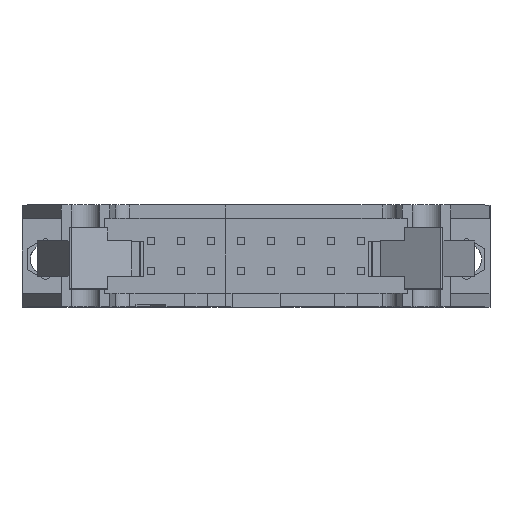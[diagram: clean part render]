
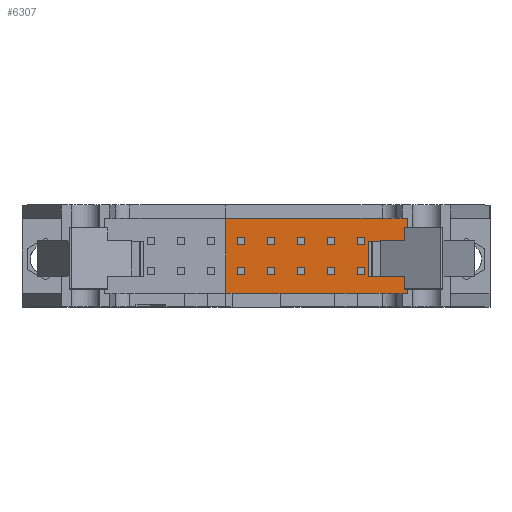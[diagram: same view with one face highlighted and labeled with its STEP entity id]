
A CAD part, top view. The second image highlights one B-rep face of the part: STEP entity #6307.
In plain terms, the highlighted planar face has unit normal (0, 0, 1).
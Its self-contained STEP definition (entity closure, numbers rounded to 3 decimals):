
#487=FACE_OUTER_BOUND($,#871,.T.);
#871=EDGE_LOOP($,(#5370,#5371,#5372,#5373,#5374,#5375,#5376,#5377,#5378,
#5379));
#1335=LINE($,#9390,#2125);
#1345=LINE($,#9412,#2135);
#1352=LINE($,#9429,#2142);
#1361=LINE($,#9449,#2151);
#1521=LINE($,#9869,#2311);
#1531=LINE($,#9892,#2321);
#1558=LINE($,#9950,#2348);
#1606=LINE($,#10074,#2396);
#1610=LINE($,#10080,#2400);
#1617=LINE($,#10118,#2407);
#2125=VECTOR($,#7664,4.064);
#2135=VECTOR($,#7678,0.543);
#2142=VECTOR($,#7691,15.402);
#2151=VECTOR($,#7706,6.35);
#2311=VECTOR($,#8034,1.905);
#2321=VECTOR($,#8050,3.302);
#2348=VECTOR($,#8109,2.997);
#2396=VECTOR($,#8213,3.302);
#2400=VECTOR($,#8219,1.448);
#2407=VECTOR($,#8242,10.795);
#2776=VERTEX_POINT($,#9368);
#2783=VERTEX_POINT($,#9385);
#2785=VERTEX_POINT($,#9393);
#2799=VERTEX_POINT($,#9427);
#2800=VERTEX_POINT($,#9428);
#2943=VERTEX_POINT($,#9868);
#2953=VERTEX_POINT($,#9891);
#2968=VERTEX_POINT($,#9949);
#2997=VERTEX_POINT($,#10073);
#2998=VERTEX_POINT($,#10078);
#3487=EDGE_CURVE($,#2776,#2783,#1335,.T.);
#3498=EDGE_CURVE($,#2785,#2783,#1345,.F.);
#3505=EDGE_CURVE($,#2799,#2800,#1352,.F.);
#3516=EDGE_CURVE($,#2785,#2799,#1361,.T.);
#3705=EDGE_CURVE($,#2800,#2943,#1521,.F.);
#3716=EDGE_CURVE($,#2943,#2953,#1531,.F.);
#3745=EDGE_CURVE($,#2953,#2968,#1558,.F.);
#3799=EDGE_CURVE($,#2997,#2968,#1606,.F.);
#3803=EDGE_CURVE($,#2998,#2997,#1610,.F.);
#3811=EDGE_CURVE($,#2776,#2998,#1617,.F.);
#5370=ORIENTED_EDGE($,*,*,#3811,.T.);
#5371=ORIENTED_EDGE($,*,*,#3803,.T.);
#5372=ORIENTED_EDGE($,*,*,#3799,.T.);
#5373=ORIENTED_EDGE($,*,*,#3745,.F.);
#5374=ORIENTED_EDGE($,*,*,#3716,.F.);
#5375=ORIENTED_EDGE($,*,*,#3705,.F.);
#5376=ORIENTED_EDGE($,*,*,#3505,.F.);
#5377=ORIENTED_EDGE($,*,*,#3516,.F.);
#5378=ORIENTED_EDGE($,*,*,#3498,.T.);
#5379=ORIENTED_EDGE($,*,*,#3487,.F.);
#5955=PLANE($,#6782);
#6307=ADVANCED_FACE($,(#487),#5955,.F.);
#6782=AXIS2_PLACEMENT_3D($,#10119,#8243,#8244);
#7664=DIRECTION($,(-1.,0.,0.));
#7678=DIRECTION($,(-1.,0.,0.));
#7691=DIRECTION($,(-1.,0.,0.));
#7706=DIRECTION($,(0.,1.,0.));
#8034=DIRECTION($,(0.,1.,0.));
#8050=DIRECTION($,(1.,0.,0.));
#8109=DIRECTION($,(0.,1.,0.));
#8213=DIRECTION($,(1.,0.,0.));
#8219=DIRECTION($,(0.,-1.,0.));
#8242=DIRECTION($,(-1.,0.,0.));
#8243=DIRECTION('center_axis',(0.,0.,-1.));
#8244=DIRECTION('ref_axis',(-1.,0.,0.));
#9368=CARTESIAN_POINT('',(2.032,-3.175,7.62));
#9385=CARTESIAN_POINT('',(-2.032,-3.175,7.62));
#9390=CARTESIAN_POINT($,(2.032,-3.175,7.62));
#9393=CARTESIAN_POINT('',(-2.575,-3.175,7.62));
#9412=CARTESIAN_POINT($,(-2.032,-3.175,7.62));
#9427=CARTESIAN_POINT('',(-2.575,3.175,7.62));
#9428=CARTESIAN_POINT('',(12.827,3.175,7.62));
#9429=CARTESIAN_POINT($,(12.827,3.175,7.62));
#9449=CARTESIAN_POINT($,(-2.575,1.949,7.62));
#9868=CARTESIAN_POINT('',(12.827,1.27,7.62));
#9869=CARTESIAN_POINT($,(12.827,1.27,7.62));
#9891=CARTESIAN_POINT('',(9.525,1.27,7.62));
#9892=CARTESIAN_POINT($,(9.525,1.27,7.62));
#9949=CARTESIAN_POINT('',(9.525,-1.727,7.62));
#9950=CARTESIAN_POINT($,(9.525,-1.727,7.62));
#10073=CARTESIAN_POINT('',(12.827,-1.727,7.62));
#10074=CARTESIAN_POINT($,(9.525,-1.727,7.62));
#10078=CARTESIAN_POINT('',(12.827,-3.175,7.62));
#10080=CARTESIAN_POINT($,(12.827,-1.727,7.62));
#10118=CARTESIAN_POINT($,(12.827,-3.175,7.62));
#10119=CARTESIAN_POINT('Origin',(13.442,-3.302,7.62));
